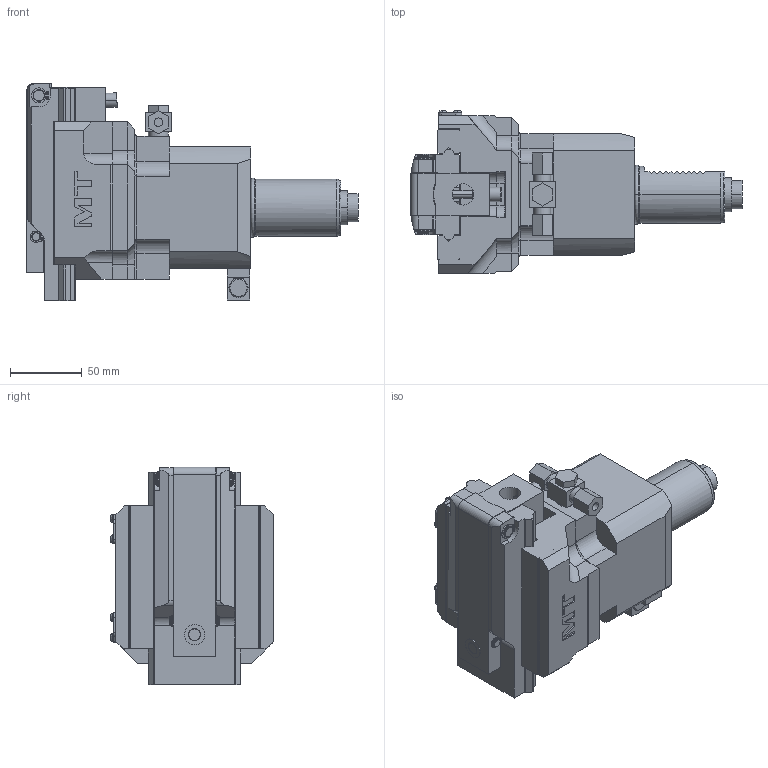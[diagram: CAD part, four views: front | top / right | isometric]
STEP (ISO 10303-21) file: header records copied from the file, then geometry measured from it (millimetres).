
FILE_DESCRIPTION((''),'2;1');
FILE_NAME('SAU0720200_CONF','2025-01-27T15:25:01',('fpalella'),('M.T. srl'),'CREO PARAMETRIC BY PTC INC, 2023352','CREO PARAMETRIC BY PTC INC, 2023352','');
FILE_SCHEMA(('CONFIG_CONTROL_DESIGN'));
Length unit declared in the file: millimetre
Products named in the file (1): SAU0720200_CONF
Bounding box: 232.05 x 113.65 x 152 mm (x, y, z)
Volume: 1406006.1 mm3; surface area: 140186.9 mm2
Topology: 1 solids, 1 shells, 628 faces, 1681 edges, 1082 vertices
Faces by surface type: plane 361, cylinder 203, cone 32, torus 20, bspline 8, extrusion 4
Entity records: 21534 total; most frequent: CARTESIAN_POINT 5633, ORIENTED_EDGE 3362, DIRECTION 3232, EDGE_CURVE 1681, VERTEX_POINT 1082, AXIS2_PLACEMENT_3D 1081, VECTOR 1070, LINE 1066
